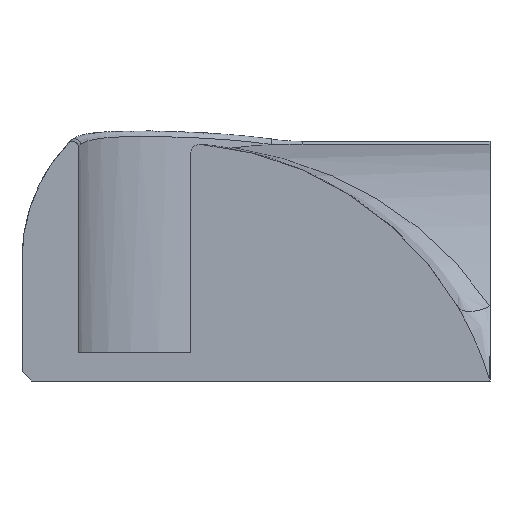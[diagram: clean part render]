
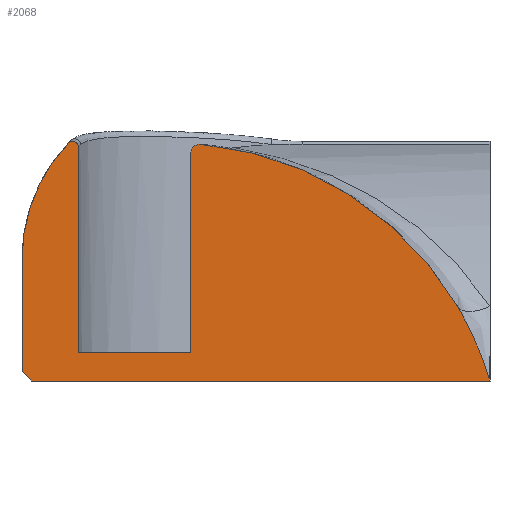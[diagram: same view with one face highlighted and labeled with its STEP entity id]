
A CAD part, front view. The second image highlights one B-rep face of the part: STEP entity #2068.
In plain terms, the highlighted planar face has unit normal (0, -1, 0).
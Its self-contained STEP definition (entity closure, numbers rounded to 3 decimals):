
#136=CARTESIAN_POINT('',(-15.979,0.,1.5));
#137=VERTEX_POINT('',#136);
#188=CARTESIAN_POINT('',(-21.979,0.,1.5));
#189=VERTEX_POINT('',#188);
#196=CARTESIAN_POINT('',(-15.979,0.,1.5));
#197=DIRECTION('',(-1.0,0.0,0.0));
#198=VECTOR('',#197,6.);
#199=LINE('',#196,#198);
#200=EDGE_CURVE('',#137,#189,#199,.T.);
#341=CARTESIAN_POINT('',(-24.979,0.,0.5));
#342=VERTEX_POINT('',#341);
#350=CARTESIAN_POINT('',(-24.479,0.,0.));
#351=VERTEX_POINT('',#350);
#358=CARTESIAN_POINT('',(-24.979,0.,0.5));
#359=DIRECTION('',(0.707,0.,-0.707));
#360=VECTOR('',#359,0.707);
#361=LINE('',#358,#360);
#362=EDGE_CURVE('',#342,#351,#361,.T.);
#396=CARTESIAN_POINT('',(-24.979,0.,6.5));
#397=VERTEX_POINT('',#396);
#406=CARTESIAN_POINT('',(-24.979,0.,6.5));
#407=DIRECTION('',(0.0,0.0,-1.0));
#408=VECTOR('',#407,6.);
#409=LINE('',#406,#408);
#410=EDGE_CURVE('',#397,#342,#409,.T.);
#582=CARTESIAN_POINT('',(-21.979,0.,12.5));
#583=VERTEX_POINT('',#582);
#601=CARTESIAN_POINT('',(-22.496,0.,12.707));
#602=VERTEX_POINT('',#601);
#609=CARTESIAN_POINT('',(-22.279,0.,12.5));
#610=DIRECTION('',(0.0,-1.0,0.));
#611=DIRECTION('',(1.0,0.0,0.0));
#612=AXIS2_PLACEMENT_3D('',#609,#610,#611);
#613=CIRCLE('',#612,0.3);
#614=EDGE_CURVE('',#583,#602,#613,.T.);
#927=CARTESIAN_POINT('',(-15.979,0.,6.5));
#928=DIRECTION('',(0.0,-1.0,0.));
#929=DIRECTION('',(-1.0,0.0,0.0));
#930=AXIS2_PLACEMENT_3D('',#927,#928,#929);
#931=CIRCLE('',#930,9.);
#932=EDGE_CURVE('',#602,#397,#931,.T.);
#957=CARTESIAN_POINT('',(-21.979,0.,1.5));
#958=DIRECTION('',(0.0,0.0,1.0));
#959=VECTOR('',#958,11.);
#960=LINE('',#957,#959);
#961=EDGE_CURVE('',#189,#583,#960,.T.);
#1280=CARTESIAN_POINT('',(0.0,0.0,0.0));
#1281=VERTEX_POINT('',#1280);
#1291=CARTESIAN_POINT('',(-1.724,0.,3.976));
#1292=VERTEX_POINT('',#1291);
#1300=CARTESIAN_POINT('',(-16.979,0.,-5.));
#1301=DIRECTION('',(0.,-1.0,0.));
#1302=DIRECTION('',(0.959,0.,0.282));
#1303=AXIS2_PLACEMENT_3D('',#1300,#1301,#1302);
#1304=CIRCLE('',#1303,17.7);
#1305=EDGE_CURVE('',#1281,#1292,#1304,.T.);
#1413=CARTESIAN_POINT('',(-15.979,0.,12.134));
#1414=VERTEX_POINT('',#1413);
#1415=CARTESIAN_POINT('',(-15.435,0.,12.633));
#1416=VERTEX_POINT('',#1415);
#1417=CARTESIAN_POINT('',(-15.479,0.,12.134));
#1418=DIRECTION('',(0.0,1.0,0.));
#1419=DIRECTION('',(-1.0,0.0,0.0));
#1420=AXIS2_PLACEMENT_3D('',#1417,#1418,#1419);
#1421=CIRCLE('',#1420,0.5);
#1422=EDGE_CURVE('',#1414,#1416,#1421,.T.);
#1695=CARTESIAN_POINT('',(-16.979,0.,-5.));
#1696=DIRECTION('',(0.,-1.0,0.));
#1697=DIRECTION('',(0.959,0.,0.282));
#1698=AXIS2_PLACEMENT_3D('',#1695,#1696,#1697);
#1699=CIRCLE('',#1698,17.7);
#1700=EDGE_CURVE('',#1292,#1416,#1699,.T.);
#1710=CARTESIAN_POINT('',(-15.979,0.,12.134));
#1711=DIRECTION('',(0.0,0.0,-1.0));
#1712=VECTOR('',#1711,10.634);
#1713=LINE('',#1710,#1712);
#1714=EDGE_CURVE('',#1414,#137,#1713,.T.);
#2045=CARTESIAN_POINT('',(-24.98,0.,-0.001));
#2046=DIRECTION('',(0.0,-1.0,0.0));
#2047=DIRECTION('',(1.0,0.0,0.0));
#2048=AXIS2_PLACEMENT_3D('',#2045,#2046,#2047);
#2049=PLANE('',#2048);
#2050=ORIENTED_EDGE('',*,*,#200,.T.);
#2051=ORIENTED_EDGE('',*,*,#961,.T.);
#2052=ORIENTED_EDGE('',*,*,#614,.T.);
#2053=ORIENTED_EDGE('',*,*,#932,.T.);
#2054=ORIENTED_EDGE('',*,*,#410,.T.);
#2055=ORIENTED_EDGE('',*,*,#362,.T.);
#2056=CARTESIAN_POINT('',(0.0,0.0,0.0));
#2057=DIRECTION('',(-1.0,0.0,0.0));
#2058=VECTOR('',#2057,24.479);
#2059=LINE('',#2056,#2058);
#2060=EDGE_CURVE('',#1281,#351,#2059,.T.);
#2061=ORIENTED_EDGE('',*,*,#2060,.F.);
#2062=ORIENTED_EDGE('',*,*,#1305,.T.);
#2063=ORIENTED_EDGE('',*,*,#1700,.T.);
#2064=ORIENTED_EDGE('',*,*,#1422,.F.);
#2065=ORIENTED_EDGE('',*,*,#1714,.T.);
#2066=EDGE_LOOP('',(#2050,#2051,#2052,#2053,#2054,#2055,#2061,#2062,#2063,#2064,#2065));
#2067=FACE_OUTER_BOUND('',#2066,.T.);
#2068=ADVANCED_FACE('',(#2067),#2049,.T.);
